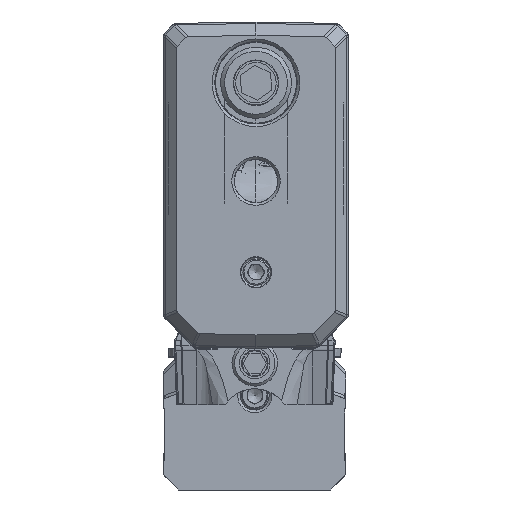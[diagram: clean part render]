
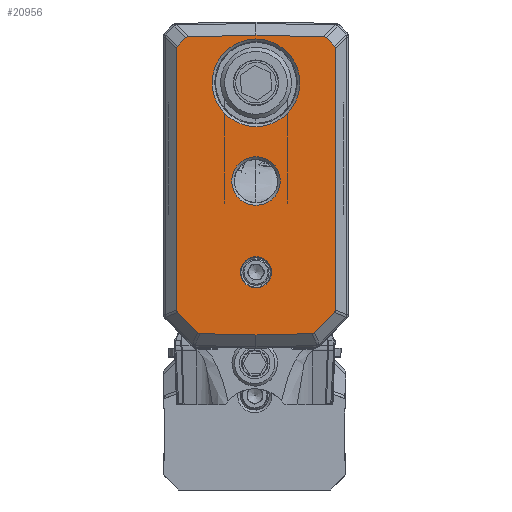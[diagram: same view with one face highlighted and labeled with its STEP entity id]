
A CAD part, front view. The second image highlights one B-rep face of the part: STEP entity #20956.
In plain terms, the highlighted planar face has unit normal (0, -1, 0).
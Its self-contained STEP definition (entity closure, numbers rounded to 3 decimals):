
#3106=ELLIPSE('',#112270,0.859,0.5);
#3107=ELLIPSE('',#112272,0.859,0.5);
#3108=ELLIPSE('',#112274,0.736,0.5);
#3109=ELLIPSE('',#112276,0.735,0.5);
#3110=ELLIPSE('',#112278,0.735,0.5);
#3111=ELLIPSE('',#112280,0.736,0.5);
#3112=ELLIPSE('',#112282,0.859,0.5);
#3113=ELLIPSE('',#112284,0.859,0.5);
#8364=FACE_BOUND('',#34767,.T.);
#8365=FACE_BOUND('',#34768,.T.);
#8366=FACE_BOUND('',#34769,.T.);
#8367=FACE_BOUND('',#34770,.T.);
#20956=ADVANCED_FACE('',(#8364,#8365,#8366,#8367),#26162,.T.);
#26162=PLANE('',#112380);
#34767=EDGE_LOOP('',(#45131,#45132,#45133,#45134,#45135,#45136,#45137,#45138,
#45139,#45140,#45141,#45142,#45143,#45144,#45145,#45146,#45147,#45148));
#34768=EDGE_LOOP('',(#45149));
#34769=EDGE_LOOP('',(#45150));
#34770=EDGE_LOOP('',(#45151));
#45131=ORIENTED_EDGE('',*,*,#78399,.T.);
#45132=ORIENTED_EDGE('',*,*,#78293,.T.);
#45133=ORIENTED_EDGE('',*,*,#78394,.T.);
#45134=ORIENTED_EDGE('',*,*,#78290,.T.);
#45135=ORIENTED_EDGE('',*,*,#78402,.T.);
#45136=ORIENTED_EDGE('',*,*,#78416,.T.);
#45137=ORIENTED_EDGE('',*,*,#78272,.T.);
#45138=ORIENTED_EDGE('',*,*,#78395,.T.);
#45139=ORIENTED_EDGE('',*,*,#78275,.T.);
#45140=ORIENTED_EDGE('',*,*,#78400,.T.);
#45141=ORIENTED_EDGE('',*,*,#78278,.T.);
#45142=ORIENTED_EDGE('',*,*,#78393,.T.);
#45143=ORIENTED_EDGE('',*,*,#78281,.T.);
#45144=ORIENTED_EDGE('',*,*,#78417,.T.);
#45145=ORIENTED_EDGE('',*,*,#78397,.T.);
#45146=ORIENTED_EDGE('',*,*,#78284,.T.);
#45147=ORIENTED_EDGE('',*,*,#78392,.T.);
#45148=ORIENTED_EDGE('',*,*,#78287,.T.);
#45149=ORIENTED_EDGE('',*,*,#77793,.T.);
#45150=ORIENTED_EDGE('',*,*,#77795,.T.);
#45151=ORIENTED_EDGE('',*,*,#77789,.T.);
#68519=VERTEX_POINT('',#148616);
#68523=VERTEX_POINT('',#148652);
#68525=VERTEX_POINT('',#148657);
#68846=VERTEX_POINT('',#152498);
#68847=VERTEX_POINT('',#152500);
#68848=VERTEX_POINT('',#152504);
#68849=VERTEX_POINT('',#152506);
#68850=VERTEX_POINT('',#152510);
#68851=VERTEX_POINT('',#152512);
#68852=VERTEX_POINT('',#152516);
#68853=VERTEX_POINT('',#152518);
#68854=VERTEX_POINT('',#152522);
#68855=VERTEX_POINT('',#152524);
#68856=VERTEX_POINT('',#152528);
#68857=VERTEX_POINT('',#152530);
#68858=VERTEX_POINT('',#152534);
#68859=VERTEX_POINT('',#152536);
#68860=VERTEX_POINT('',#152540);
#68861=VERTEX_POINT('',#152542);
#68913=VERTEX_POINT('',#152900);
#68914=VERTEX_POINT('',#152908);
#77789=EDGE_CURVE('',#68519,#68519,#106118,.T.);
#77793=EDGE_CURVE('',#68523,#68523,#106120,.T.);
#77795=EDGE_CURVE('',#68525,#68525,#106122,.T.);
#78272=EDGE_CURVE('',#68846,#68847,#3106,.T.);
#78275=EDGE_CURVE('',#68848,#68849,#3107,.T.);
#78278=EDGE_CURVE('',#68850,#68851,#3108,.T.);
#78281=EDGE_CURVE('',#68852,#68853,#3109,.T.);
#78284=EDGE_CURVE('',#68854,#68855,#3110,.T.);
#78287=EDGE_CURVE('',#68856,#68857,#3111,.T.);
#78290=EDGE_CURVE('',#68858,#68859,#3112,.T.);
#78293=EDGE_CURVE('',#68860,#68861,#3113,.T.);
#78392=EDGE_CURVE('',#68855,#68856,#91091,.T.);
#78393=EDGE_CURVE('',#68851,#68852,#91092,.T.);
#78394=EDGE_CURVE('',#68861,#68858,#91093,.T.);
#78395=EDGE_CURVE('',#68847,#68848,#91094,.T.);
#78397=EDGE_CURVE('',#68913,#68854,#91095,.T.);
#78399=EDGE_CURVE('',#68857,#68860,#91097,.T.);
#78400=EDGE_CURVE('',#68849,#68850,#91098,.T.);
#78402=EDGE_CURVE('',#68859,#68914,#91100,.T.);
#78416=EDGE_CURVE('',#68914,#68846,#91104,.T.);
#78417=EDGE_CURVE('',#68853,#68913,#91105,.T.);
#91091=LINE('',#152887,#99175);
#91092=LINE('',#152889,#99176);
#91093=LINE('',#152891,#99177);
#91094=LINE('',#152893,#99178);
#91095=LINE('',#152899,#99179);
#91097=LINE('',#152903,#99181);
#91098=LINE('',#152905,#99182);
#91100=LINE('',#152909,#99184);
#91104=LINE('',#152944,#99188);
#91105=LINE('',#152945,#99189);
#99175=VECTOR('',#124085,1.);
#99176=VECTOR('',#124088,1.);
#99177=VECTOR('',#124091,1.);
#99178=VECTOR('',#124094,1.);
#99179=VECTOR('',#124103,1.);
#99181=VECTOR('',#124107,1.);
#99182=VECTOR('',#124110,1.);
#99184=VECTOR('',#124114,1.);
#99188=VECTOR('',#124154,1.);
#99189=VECTOR('',#124155,1.);
#106118=CIRCLE('',#112002,2.4);
#106120=CIRCLE('',#112006,1.55);
#106122=CIRCLE('',#112009,4.323);
#112002=AXIS2_PLACEMENT_3D('',#148615,#123128,#123129);
#112006=AXIS2_PLACEMENT_3D('',#148651,#123136,#123137);
#112009=AXIS2_PLACEMENT_3D('',#148656,#123142,#123143);
#112270=AXIS2_PLACEMENT_3D('',#152501,#123861,#123862);
#112272=AXIS2_PLACEMENT_3D('',#152507,#123867,#123868);
#112274=AXIS2_PLACEMENT_3D('',#152513,#123873,#123874);
#112276=AXIS2_PLACEMENT_3D('',#152519,#123879,#123880);
#112278=AXIS2_PLACEMENT_3D('',#152525,#123885,#123886);
#112280=AXIS2_PLACEMENT_3D('',#152531,#123891,#123892);
#112282=AXIS2_PLACEMENT_3D('',#152537,#123897,#123898);
#112284=AXIS2_PLACEMENT_3D('',#152543,#123903,#123904);
#112380=AXIS2_PLACEMENT_3D('',#152946,#124156,#124157);
#123128=DIRECTION('',(0.,1.,0.));
#123129=DIRECTION('',(0.,0.,-1.));
#123136=DIRECTION('',(0.,1.,0.));
#123137=DIRECTION('',(0.,0.,-1.));
#123142=DIRECTION('',(0.,1.,0.));
#123143=DIRECTION('',(0.,0.,-1.));
#123861=DIRECTION('',(0.,-1.,0.));
#123862=DIRECTION('',(0.716,0.,-0.698));
#123867=DIRECTION('',(0.,-1.,0.));
#123868=DIRECTION('',(0.716,0.,-0.698));
#123873=DIRECTION('',(0.,-1.,0.));
#123874=DIRECTION('',(-0.926,0.,-0.379));
#123879=DIRECTION('',(0.,-1.,0.));
#123880=DIRECTION('',(-0.398,0.,-0.917));
#123885=DIRECTION('',(0.,-1.,0.));
#123886=DIRECTION('',(-0.398,0.,0.917));
#123891=DIRECTION('',(0.,-1.,0.));
#123892=DIRECTION('',(-0.926,0.,0.379));
#123897=DIRECTION('',(0.,-1.,0.));
#123898=DIRECTION('',(0.716,0.,0.698));
#123903=DIRECTION('',(0.,-1.,0.));
#123904=DIRECTION('',(0.716,0.,0.698));
#124085=DIRECTION('',(0.701,0.,0.713));
#124088=DIRECTION('',(0.701,0.,-0.713));
#124091=DIRECTION('',(-0.698,0.,0.716));
#124094=DIRECTION('',(-0.698,0.,-0.716));
#124103=DIRECTION('',(1.,0.,0.025));
#124107=DIRECTION('',(0.,0.,1.));
#124110=DIRECTION('',(0.,0.,-1.));
#124114=DIRECTION('',(-1.,0.,0.025));
#124154=DIRECTION('',(-1.,0.,-0.025));
#124155=DIRECTION('',(1.,0.,-0.025));
#124156=DIRECTION('',(0.,-1.,0.));
#124157=DIRECTION('',(0.,0.,-1.));
#148615=CARTESIAN_POINT('',(0.125,-28.5,-15.7));
#148616=CARTESIAN_POINT('',(0.125,-28.5,-18.1));
#148651=CARTESIAN_POINT('',(0.125,-28.5,-24.7));
#148652=CARTESIAN_POINT('',(0.125,-28.5,-26.25));
#148656=CARTESIAN_POINT('',(0.125,-28.5,-6.));
#148657=CARTESIAN_POINT('',(0.125,-28.5,-10.323));
#152498=CARTESIAN_POINT('',(-6.564,-28.5,-1.465));
#152500=CARTESIAN_POINT('',(-6.816,-28.5,-1.564));
#152501=CARTESIAN_POINT('',(-6.201,-28.5,-2.163));
#152504=CARTESIAN_POINT('',(-7.608,-28.5,-2.375));
#152506=CARTESIAN_POINT('',(-7.7,-28.5,-2.63));
#152507=CARTESIAN_POINT('',(-6.993,-28.5,-2.975));
#152510=CARTESIAN_POINT('',(-7.7,-28.5,-28.416));
#152512=CARTESIAN_POINT('',(-7.599,-28.5,-28.664));
#152513=CARTESIAN_POINT('',(-6.993,-28.5,-28.272));
#152516=CARTESIAN_POINT('',(-5.639,-28.5,-30.658));
#152518=CARTESIAN_POINT('',(-5.396,-28.5,-30.764));
#152519=CARTESIAN_POINT('',(-5.235,-28.5,-30.06));
#152522=CARTESIAN_POINT('',(5.646,-28.5,-30.764));
#152524=CARTESIAN_POINT('',(5.889,-28.5,-30.658));
#152525=CARTESIAN_POINT('',(5.485,-28.5,-30.06));
#152528=CARTESIAN_POINT('',(7.849,-28.5,-28.664));
#152530=CARTESIAN_POINT('',(7.95,-28.5,-28.416));
#152531=CARTESIAN_POINT('',(7.243,-28.5,-28.272));
#152534=CARTESIAN_POINT('',(7.066,-28.5,-1.564));
#152536=CARTESIAN_POINT('',(6.814,-28.5,-1.465));
#152537=CARTESIAN_POINT('',(6.451,-28.5,-2.163));
#152540=CARTESIAN_POINT('',(7.95,-28.5,-2.63));
#152542=CARTESIAN_POINT('',(7.858,-28.5,-2.375));
#152543=CARTESIAN_POINT('',(7.243,-28.5,-2.975));
#152887=CARTESIAN_POINT('',(-2.196,-28.5,-38.886));
#152889=CARTESIAN_POINT('',(-6.519,-28.5,-29.762));
#152891=CARTESIAN_POINT('',(14.544,-28.5,-9.227));
#152893=CARTESIAN_POINT('',(-23.195,-28.5,-18.349));
#152899=CARTESIAN_POINT('',(-9.027,-28.5,-31.126));
#152900=CARTESIAN_POINT('',(0.125,-28.5,-30.9));
#152903=CARTESIAN_POINT('',(7.95,-28.5,-32.2));
#152905=CARTESIAN_POINT('',(-7.7,-28.5,-32.2));
#152908=CARTESIAN_POINT('',(0.125,-28.5,-1.3));
#152909=CARTESIAN_POINT('',(-8.232,-28.5,-1.094));
#152944=CARTESIAN_POINT('',(-9.757,-28.5,-1.544));
#152945=CARTESIAN_POINT('',(-8.962,-28.5,-30.676));
#152946=CARTESIAN_POINT('',(-9.,-28.5,-32.2));
